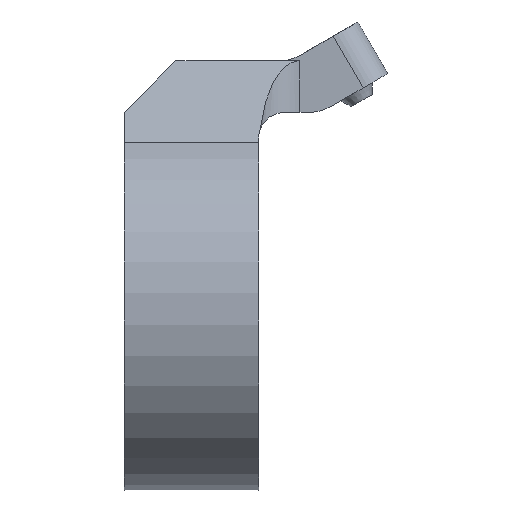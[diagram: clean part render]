
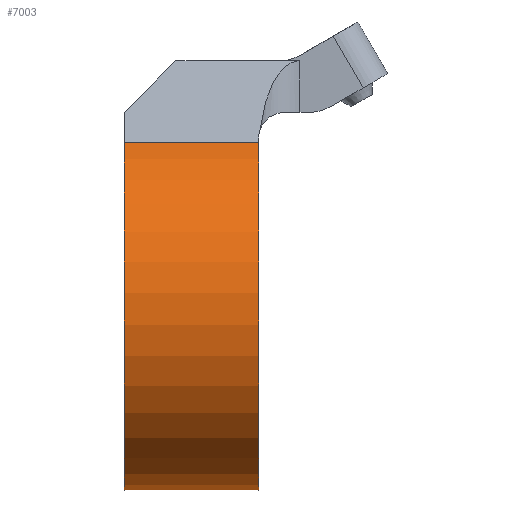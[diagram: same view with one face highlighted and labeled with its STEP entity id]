
A CAD part, front view. The second image highlights one B-rep face of the part: STEP entity #7003.
In plain terms, the highlighted cylindrical face has radius 35.5 mm (diameter 71 mm), a partial arc.
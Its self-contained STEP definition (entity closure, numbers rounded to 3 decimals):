
#69 = EDGE_CURVE ( 'NONE', #1527, #4541, #8680, .T. ) ;
#429 = DIRECTION ( 'NONE',  ( -1., 0., 0. ) ) ;
#513 = DIRECTION ( 'NONE',  ( 0., 0., 1. ) ) ;
#1134 = LINE ( 'NONE', #1174, #5426 ) ;
#1174 = CARTESIAN_POINT ( 'NONE',  ( -10., 15.603, 31.887 ) ) ;
#1264 = EDGE_CURVE ( 'NONE', #2064, #8318, #1134, .T. ) ;
#1268 = DIRECTION ( 'NONE',  ( 0., 0., 1. ) ) ;
#1353 = CARTESIAN_POINT ( 'NONE',  ( 18., 15.603, 31.887 ) ) ;
#1370 = CARTESIAN_POINT ( 'NONE',  ( -8., 0., 0. ) ) ;
#1527 = VERTEX_POINT ( 'NONE', #4968 ) ;
#1991 = DIRECTION ( 'NONE',  ( -1., 0., 0. ) ) ;
#2064 = VERTEX_POINT ( 'NONE', #4232 ) ;
#2168 = CARTESIAN_POINT ( 'NONE',  ( -8., -15.603, 31.887 ) ) ;
#2615 = CARTESIAN_POINT ( 'NONE',  ( -10., -15.603, 31.887 ) ) ;
#3119 = FACE_OUTER_BOUND ( 'NONE', #4236, .T. ) ;
#3205 = CARTESIAN_POINT ( 'NONE',  ( -10., 0., 0. ) ) ;
#3309 = EDGE_CURVE ( 'NONE', #2064, #4541, #7730, .T. ) ;
#3474 = AXIS2_PLACEMENT_3D ( 'NONE', #3205, #7948, #1268 ) ;
#3827 = DIRECTION ( 'NONE',  ( 1., 0., 0. ) ) ;
#4071 = DIRECTION ( 'NONE',  ( 0., 0., 1. ) ) ;
#4232 = CARTESIAN_POINT ( 'NONE',  ( -8., 15.603, 31.887 ) ) ;
#4236 = EDGE_LOOP ( 'NONE', ( #5235, #7689, #6801, #7681 ) ) ;
#4541 = VERTEX_POINT ( 'NONE', #2168 ) ;
#4968 = CARTESIAN_POINT ( 'NONE',  ( 18., -15.603, 31.887 ) ) ;
#5042 = AXIS2_PLACEMENT_3D ( 'NONE', #1370, #1991, #4071 ) ;
#5235 = ORIENTED_EDGE ( 'NONE', *, *, #3309, .F. ) ;
#5276 = CARTESIAN_POINT ( 'NONE',  ( 18., 0., 0. ) ) ;
#5318 = AXIS2_PLACEMENT_3D ( 'NONE', #5276, #429, #513 ) ;
#5426 = VECTOR ( 'NONE', #3827, 1000. ) ;
#6725 = DIRECTION ( 'NONE',  ( -1., 0., 0. ) ) ;
#6801 = ORIENTED_EDGE ( 'NONE', *, *, #6993, .T. ) ;
#6993 = EDGE_CURVE ( 'NONE', #8318, #1527, #8161, .T. ) ;
#7003 = ADVANCED_FACE ( 'NONE', ( #3119 ), #8614, .T. ) ;
#7681 = ORIENTED_EDGE ( 'NONE', *, *, #69, .T. ) ;
#7689 = ORIENTED_EDGE ( 'NONE', *, *, #1264, .T. ) ;
#7730 = CIRCLE ( 'NONE', #5042, 35.5 ) ;
#7948 = DIRECTION ( 'NONE',  ( -1., 0., 0. ) ) ;
#8161 = CIRCLE ( 'NONE', #5318, 35.5 ) ;
#8318 = VERTEX_POINT ( 'NONE', #1353 ) ;
#8598 = VECTOR ( 'NONE', #6725, 1000. ) ;
#8614 = CYLINDRICAL_SURFACE ( 'NONE', #3474, 35.5 ) ;
#8680 = LINE ( 'NONE', #2615, #8598 ) ;
